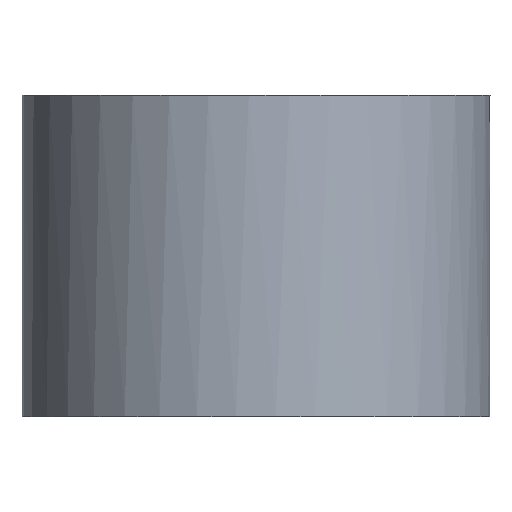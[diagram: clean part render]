
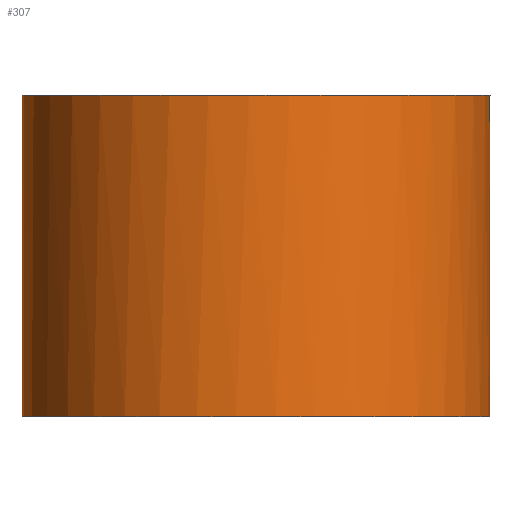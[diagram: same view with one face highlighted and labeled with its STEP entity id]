
A CAD part, left-side view. The second image highlights one B-rep face of the part: STEP entity #307.
In plain terms, the highlighted cylindrical face has radius 4 mm (diameter 8 mm), a full revolution.
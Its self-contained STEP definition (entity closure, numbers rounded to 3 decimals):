
#28=CYLINDRICAL_SURFACE('',#359,4.);
#58=FACE_OUTER_BOUND('',#88,.T.);
#88=EDGE_LOOP('',(#276,#277,#278,#279,#280,#281,#282));
#96=LINE('',#492,#113);
#98=LINE('',#496,#115);
#107=LINE('',#542,#124);
#113=VECTOR('',#394,10.);
#115=VECTOR('',#398,10.);
#124=VECTOR('',#457,4.);
#126=CIRCLE('',#326,4.);
#138=CIRCLE('',#347,4.);
#145=CIRCLE('',#360,4.);
#148=VERTEX_POINT('',#468);
#149=VERTEX_POINT('',#470);
#157=VERTEX_POINT('',#490);
#158=VERTEX_POINT('',#494);
#170=VERTEX_POINT('',#540);
#173=EDGE_CURVE('',#149,#148,#126,.T.);
#184=EDGE_CURVE('',#148,#157,#96,.T.);
#186=EDGE_CURVE('',#158,#149,#98,.T.);
#197=EDGE_CURVE('',#157,#158,#138,.T.);
#207=EDGE_CURVE('',#170,#170,#145,.T.);
#208=EDGE_CURVE('',#170,#148,#107,.T.);
#276=ORIENTED_EDGE('',*,*,#207,.F.);
#277=ORIENTED_EDGE('',*,*,#208,.T.);
#278=ORIENTED_EDGE('',*,*,#184,.T.);
#279=ORIENTED_EDGE('',*,*,#197,.T.);
#280=ORIENTED_EDGE('',*,*,#186,.T.);
#281=ORIENTED_EDGE('',*,*,#173,.T.);
#282=ORIENTED_EDGE('',*,*,#208,.F.);
#307=ADVANCED_FACE('',(#58),#28,.T.);
#326=AXIS2_PLACEMENT_3D('',#471,#372,#373);
#347=AXIS2_PLACEMENT_3D('',#518,#426,#427);
#359=AXIS2_PLACEMENT_3D('',#539,#453,#454);
#360=AXIS2_PLACEMENT_3D('',#541,#455,#456);
#372=DIRECTION('center_axis',(0.,0.,1.));
#373=DIRECTION('ref_axis',(-0.527,-0.85,0.));
#394=DIRECTION('',(0.,0.,-1.));
#398=DIRECTION('',(0.,0.,1.));
#426=DIRECTION('center_axis',(0.,0.,1.));
#427=DIRECTION('ref_axis',(-0.527,-0.85,0.));
#453=DIRECTION('center_axis',(0.,0.,1.));
#454=DIRECTION('ref_axis',(-0.527,-0.85,0.));
#455=DIRECTION('center_axis',(0.,0.,1.));
#456=DIRECTION('ref_axis',(-0.527,-0.85,0.));
#457=DIRECTION('',(0.,0.,-1.));
#468=CARTESIAN_POINT('',(2.107,3.4,2.));
#470=CARTESIAN_POINT('',(2.107,-3.4,2.));
#471=CARTESIAN_POINT('Origin',(0.,0.,2.));
#490=CARTESIAN_POINT('',(2.107,3.4,0.));
#492=CARTESIAN_POINT('',(2.107,3.4,0.));
#494=CARTESIAN_POINT('',(2.107,-3.4,0.));
#496=CARTESIAN_POINT('',(2.107,-3.4,0.));
#518=CARTESIAN_POINT('Origin',(0.,0.,0.));
#539=CARTESIAN_POINT('Origin',(0.,0.,0.));
#540=CARTESIAN_POINT('',(2.107,3.4,5.5));
#541=CARTESIAN_POINT('Origin',(0.,0.,5.5));
#542=CARTESIAN_POINT('',(2.107,3.4,0.));
